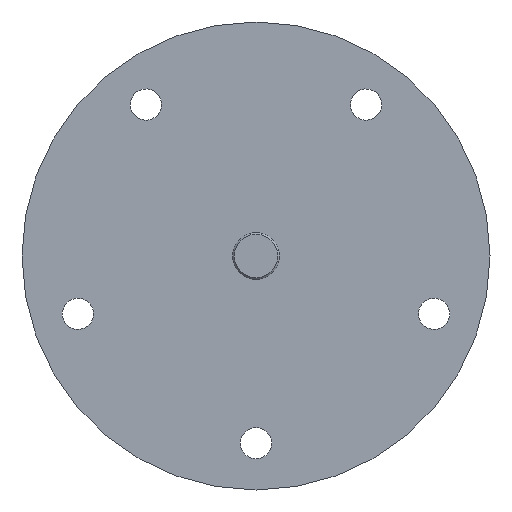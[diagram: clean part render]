
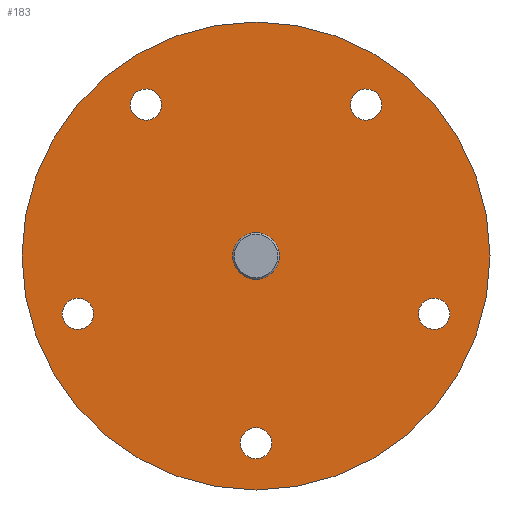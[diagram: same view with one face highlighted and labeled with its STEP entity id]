
A CAD part, left-side view. The second image highlights one B-rep face of the part: STEP entity #183.
In plain terms, the highlighted planar face has unit normal (-1, 0, 0).
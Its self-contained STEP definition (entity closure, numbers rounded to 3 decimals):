
#52=CARTESIAN_POINT('Axis2P3D Location',(0.,0.,0.)) ;
#57=CARTESIAN_POINT('Axis2P3D Location',(0.,0.,0.)) ;
#61=CARTESIAN_POINT('Vertex',(0.,-37.5,0.)) ;
#63=CARTESIAN_POINT('Vertex',(0.,37.5,0.)) ;
#66=CARTESIAN_POINT('Axis2P3D Location',(0.,0.,0.)) ;
#75=CARTESIAN_POINT('Axis2P3D Location',(0.,0.,0.)) ;
#79=CARTESIAN_POINT('Vertex',(0.,3.74,0.)) ;
#81=CARTESIAN_POINT('Vertex',(0.,-3.74,0.)) ;
#84=CARTESIAN_POINT('Axis2P3D Location',(0.,0.,0.)) ;
#93=CARTESIAN_POINT('Axis2P3D Location',(0.,28.532,-9.271)) ;
#97=CARTESIAN_POINT('Vertex',(0.,29.304,-6.893)) ;
#99=CARTESIAN_POINT('Vertex',(0.,27.759,-11.648)) ;
#102=CARTESIAN_POINT('Axis2P3D Location',(0.,28.532,-9.271)) ;
#111=CARTESIAN_POINT('Axis2P3D Location',(0.,0.,-30.)) ;
#115=CARTESIAN_POINT('Vertex',(0.,2.5,-30.)) ;
#117=CARTESIAN_POINT('Vertex',(0.,-2.5,-30.)) ;
#120=CARTESIAN_POINT('Axis2P3D Location',(0.,0.,-30.)) ;
#129=CARTESIAN_POINT('Axis2P3D Location',(0.,17.634,24.271)) ;
#133=CARTESIAN_POINT('Vertex',(0.,15.611,25.74)) ;
#135=CARTESIAN_POINT('Vertex',(0.,19.656,22.801)) ;
#138=CARTESIAN_POINT('Axis2P3D Location',(0.,17.634,24.271)) ;
#147=CARTESIAN_POINT('Axis2P3D Location',(0.,-17.634,24.271)) ;
#151=CARTESIAN_POINT('Vertex',(0.,-19.656,22.801)) ;
#153=CARTESIAN_POINT('Vertex',(0.,-15.611,25.74)) ;
#156=CARTESIAN_POINT('Axis2P3D Location',(0.,-17.634,24.271)) ;
#165=CARTESIAN_POINT('Axis2P3D Location',(0.,-28.532,-9.271)) ;
#169=CARTESIAN_POINT('Vertex',(0.,-27.759,-11.648)) ;
#171=CARTESIAN_POINT('Vertex',(0.,-29.304,-6.893)) ;
#174=CARTESIAN_POINT('Axis2P3D Location',(0.,-28.532,-9.271)) ;
#53=DIRECTION('Axis2P3D Direction',(1.,0.,0.)) ;
#54=DIRECTION('Axis2P3D XDirection',(0.,1.,0.)) ;
#58=DIRECTION('Axis2P3D Direction',(1.,0.,0.)) ;
#67=DIRECTION('Axis2P3D Direction',(1.,0.,0.)) ;
#76=DIRECTION('Axis2P3D Direction',(1.,0.,0.)) ;
#85=DIRECTION('Axis2P3D Direction',(1.,0.,0.)) ;
#94=DIRECTION('Axis2P3D Direction',(1.,0.,0.)) ;
#103=DIRECTION('Axis2P3D Direction',(1.,0.,0.)) ;
#112=DIRECTION('Axis2P3D Direction',(1.,0.,0.)) ;
#121=DIRECTION('Axis2P3D Direction',(1.,0.,0.)) ;
#130=DIRECTION('Axis2P3D Direction',(1.,0.,0.)) ;
#139=DIRECTION('Axis2P3D Direction',(1.,0.,0.)) ;
#148=DIRECTION('Axis2P3D Direction',(1.,0.,0.)) ;
#157=DIRECTION('Axis2P3D Direction',(1.,0.,0.)) ;
#166=DIRECTION('Axis2P3D Direction',(1.,0.,0.)) ;
#175=DIRECTION('Axis2P3D Direction',(1.,0.,0.)) ;
#55=AXIS2_PLACEMENT_3D('Plane Axis2P3D',#52,#53,#54) ;
#59=AXIS2_PLACEMENT_3D('Circle Axis2P3D',#57,#58,$) ;
#68=AXIS2_PLACEMENT_3D('Circle Axis2P3D',#66,#67,$) ;
#77=AXIS2_PLACEMENT_3D('Circle Axis2P3D',#75,#76,$) ;
#86=AXIS2_PLACEMENT_3D('Circle Axis2P3D',#84,#85,$) ;
#95=AXIS2_PLACEMENT_3D('Circle Axis2P3D',#93,#94,$) ;
#104=AXIS2_PLACEMENT_3D('Circle Axis2P3D',#102,#103,$) ;
#113=AXIS2_PLACEMENT_3D('Circle Axis2P3D',#111,#112,$) ;
#122=AXIS2_PLACEMENT_3D('Circle Axis2P3D',#120,#121,$) ;
#131=AXIS2_PLACEMENT_3D('Circle Axis2P3D',#129,#130,$) ;
#140=AXIS2_PLACEMENT_3D('Circle Axis2P3D',#138,#139,$) ;
#149=AXIS2_PLACEMENT_3D('Circle Axis2P3D',#147,#148,$) ;
#158=AXIS2_PLACEMENT_3D('Circle Axis2P3D',#156,#157,$) ;
#167=AXIS2_PLACEMENT_3D('Circle Axis2P3D',#165,#166,$) ;
#176=AXIS2_PLACEMENT_3D('Circle Axis2P3D',#174,#175,$) ;
#72=ORIENTED_EDGE('',*,*,#65,.F.) ;
#73=ORIENTED_EDGE('',*,*,#70,.F.) ;
#90=ORIENTED_EDGE('',*,*,#83,.F.) ;
#91=ORIENTED_EDGE('',*,*,#88,.F.) ;
#108=ORIENTED_EDGE('',*,*,#101,.F.) ;
#109=ORIENTED_EDGE('',*,*,#106,.F.) ;
#126=ORIENTED_EDGE('',*,*,#119,.F.) ;
#127=ORIENTED_EDGE('',*,*,#124,.F.) ;
#144=ORIENTED_EDGE('',*,*,#137,.F.) ;
#145=ORIENTED_EDGE('',*,*,#142,.F.) ;
#162=ORIENTED_EDGE('',*,*,#155,.F.) ;
#163=ORIENTED_EDGE('',*,*,#160,.F.) ;
#180=ORIENTED_EDGE('',*,*,#173,.F.) ;
#181=ORIENTED_EDGE('',*,*,#178,.F.) ;
#92=FACE_BOUND('',#89,.T.) ;
#110=FACE_BOUND('',#107,.T.) ;
#128=FACE_BOUND('',#125,.T.) ;
#146=FACE_BOUND('',#143,.T.) ;
#164=FACE_BOUND('',#161,.T.) ;
#182=FACE_BOUND('',#179,.T.) ;
#183=ADVANCED_FACE('Corps principal',(#74,#92,#110,#128,#146,#164,#182),#56,.F.) ;
#60=CIRCLE('generated circle',#59,37.5) ;
#69=CIRCLE('generated circle',#68,37.5) ;
#78=CIRCLE('generated circle',#77,3.74) ;
#87=CIRCLE('generated circle',#86,3.74) ;
#96=CIRCLE('generated circle',#95,2.5) ;
#105=CIRCLE('generated circle',#104,2.5) ;
#114=CIRCLE('generated circle',#113,2.5) ;
#123=CIRCLE('generated circle',#122,2.5) ;
#132=CIRCLE('generated circle',#131,2.5) ;
#141=CIRCLE('generated circle',#140,2.5) ;
#150=CIRCLE('generated circle',#149,2.5) ;
#159=CIRCLE('generated circle',#158,2.5) ;
#168=CIRCLE('generated circle',#167,2.5) ;
#177=CIRCLE('generated circle',#176,2.5) ;
#65=EDGE_CURVE('',#62,#64,#60,.T.) ;
#70=EDGE_CURVE('',#64,#62,#69,.T.) ;
#83=EDGE_CURVE('',#80,#82,#78,.F.) ;
#88=EDGE_CURVE('',#82,#80,#87,.F.) ;
#101=EDGE_CURVE('',#98,#100,#96,.F.) ;
#106=EDGE_CURVE('',#100,#98,#105,.F.) ;
#119=EDGE_CURVE('',#116,#118,#114,.F.) ;
#124=EDGE_CURVE('',#118,#116,#123,.F.) ;
#137=EDGE_CURVE('',#134,#136,#132,.F.) ;
#142=EDGE_CURVE('',#136,#134,#141,.F.) ;
#155=EDGE_CURVE('',#152,#154,#150,.F.) ;
#160=EDGE_CURVE('',#154,#152,#159,.F.) ;
#173=EDGE_CURVE('',#170,#172,#168,.F.) ;
#178=EDGE_CURVE('',#172,#170,#177,.F.) ;
#71=EDGE_LOOP('',(#72,#73)) ;
#89=EDGE_LOOP('',(#90,#91)) ;
#107=EDGE_LOOP('',(#108,#109)) ;
#125=EDGE_LOOP('',(#126,#127)) ;
#143=EDGE_LOOP('',(#144,#145)) ;
#161=EDGE_LOOP('',(#162,#163)) ;
#179=EDGE_LOOP('',(#180,#181)) ;
#74=FACE_OUTER_BOUND('',#71,.T.) ;
#56=PLANE('Plane',#55) ;
#62=VERTEX_POINT('',#61) ;
#64=VERTEX_POINT('',#63) ;
#80=VERTEX_POINT('',#79) ;
#82=VERTEX_POINT('',#81) ;
#98=VERTEX_POINT('',#97) ;
#100=VERTEX_POINT('',#99) ;
#116=VERTEX_POINT('',#115) ;
#118=VERTEX_POINT('',#117) ;
#134=VERTEX_POINT('',#133) ;
#136=VERTEX_POINT('',#135) ;
#152=VERTEX_POINT('',#151) ;
#154=VERTEX_POINT('',#153) ;
#170=VERTEX_POINT('',#169) ;
#172=VERTEX_POINT('',#171) ;
